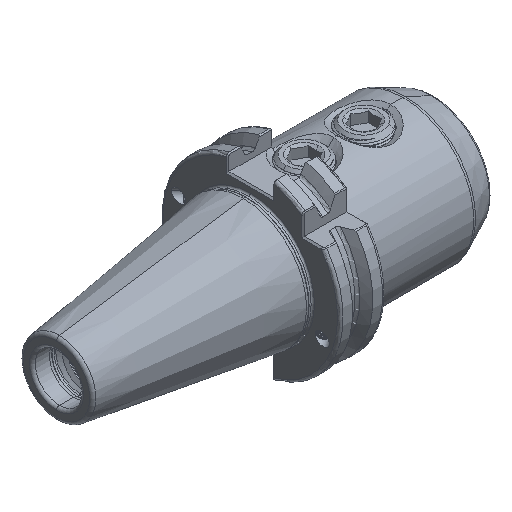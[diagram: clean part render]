
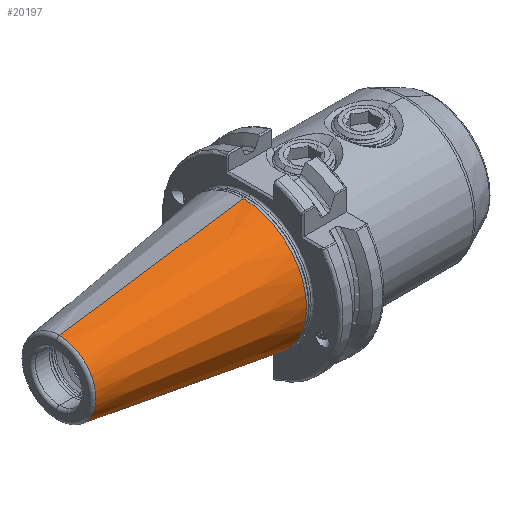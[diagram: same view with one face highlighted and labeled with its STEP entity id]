
A CAD part, isometric view. The second image highlights one B-rep face of the part: STEP entity #20197.
In plain terms, the highlighted conical face has half-angle 8.297 degrees and reference radius 22.692 mm.
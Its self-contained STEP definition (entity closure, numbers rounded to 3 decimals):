
#2472 = EDGE_CURVE ( 'NONE', #29672, #29662, #14762, .T. ) ;
#2483 = EDGE_CURVE ( 'NONE', #29610, #29621, #14795, .T. ) ;
#3035 = EDGE_CURVE ( 'NONE', #29621, #29662, #14623, .T. ) ;
#3096 = EDGE_CURVE ( 'NONE', #29610, #29672, #21166, .T. ) ;
#6039 = AXIS2_PLACEMENT_3D ( 'NONE', #18413, #18403, #18401 ) ;
#10104 = CARTESIAN_POINT ( 'NONE',  ( -67.373, 0., -12.866 ) ) ;
#10114 = CARTESIAN_POINT ( 'NONE',  ( -67.373, 0., 12.866 ) ) ;
#10161 = CARTESIAN_POINT ( 'NONE',  ( -2.5, 0., 22.327 ) ) ;
#10188 = CARTESIAN_POINT ( 'NONE',  ( -2.5, 0., -22.327 ) ) ;
#11654 = CARTESIAN_POINT ( 'NONE',  ( 0., 0., -22.692 ) ) ;
#11678 = DIRECTION ( 'NONE',  ( 0.99, 0., -0.144 ) ) ;
#12082 = CARTESIAN_POINT ( 'NONE',  ( -67.373, 0., 0. ) ) ;
#12089 = DIRECTION ( 'NONE',  ( 0., 0., 1. ) ) ;
#12112 = DIRECTION ( 'NONE',  ( 1., 0., 0. ) ) ;
#14623 = LINE ( 'NONE', #11654, #14626 ) ;
#14626 = VECTOR ( 'NONE', #11678, 1000. ) ;
#14762 = CIRCLE ( 'NONE', #30820, 22.327 ) ;
#14795 = CIRCLE ( 'NONE', #30850, 12.866 ) ;
#18401 = DIRECTION ( 'NONE',  ( 0., 0., -1. ) ) ;
#18403 = DIRECTION ( 'NONE',  ( 1., 0., 0. ) ) ;
#18413 = CARTESIAN_POINT ( 'NONE',  ( 0., 0., 0. ) ) ;
#20039 = EDGE_LOOP ( 'NONE', ( #30475, #30457, #30455, #30476 ) ) ;
#20197 = ADVANCED_FACE ( 'NONE', ( #21562 ), #21545, .T. ) ;
#21166 = LINE ( 'NONE', #32536, #21186 ) ;
#21186 = VECTOR ( 'NONE', #32540, 1000. ) ;
#21545 = CONICAL_SURFACE ( 'NONE', #6039, 22.692, 0.145 ) ;
#21562 = FACE_OUTER_BOUND ( 'NONE', #20039, .T. ) ;
#29118 = DIRECTION ( 'NONE',  ( 1., 0., 0. ) ) ;
#29137 = DIRECTION ( 'NONE',  ( 0., 0., -1. ) ) ;
#29148 = CARTESIAN_POINT ( 'NONE',  ( -2.5, 0., 0. ) ) ;
#29610 = VERTEX_POINT ( 'NONE', #10114 ) ;
#29621 = VERTEX_POINT ( 'NONE', #10104 ) ;
#29662 = VERTEX_POINT ( 'NONE', #10188 ) ;
#29672 = VERTEX_POINT ( 'NONE', #10161 ) ;
#30455 = ORIENTED_EDGE ( 'NONE', *, *, #3035, .T. ) ;
#30457 = ORIENTED_EDGE ( 'NONE', *, *, #2483, .T. ) ;
#30475 = ORIENTED_EDGE ( 'NONE', *, *, #3096, .F. ) ;
#30476 = ORIENTED_EDGE ( 'NONE', *, *, #2472, .F. ) ;
#30820 = AXIS2_PLACEMENT_3D ( 'NONE', #29148, #29118, #29137 ) ;
#30850 = AXIS2_PLACEMENT_3D ( 'NONE', #12082, #12112, #12089 ) ;
#32536 = CARTESIAN_POINT ( 'NONE',  ( 0., 0., 22.692 ) ) ;
#32540 = DIRECTION ( 'NONE',  ( 0.99, 0., 0.144 ) ) ;
